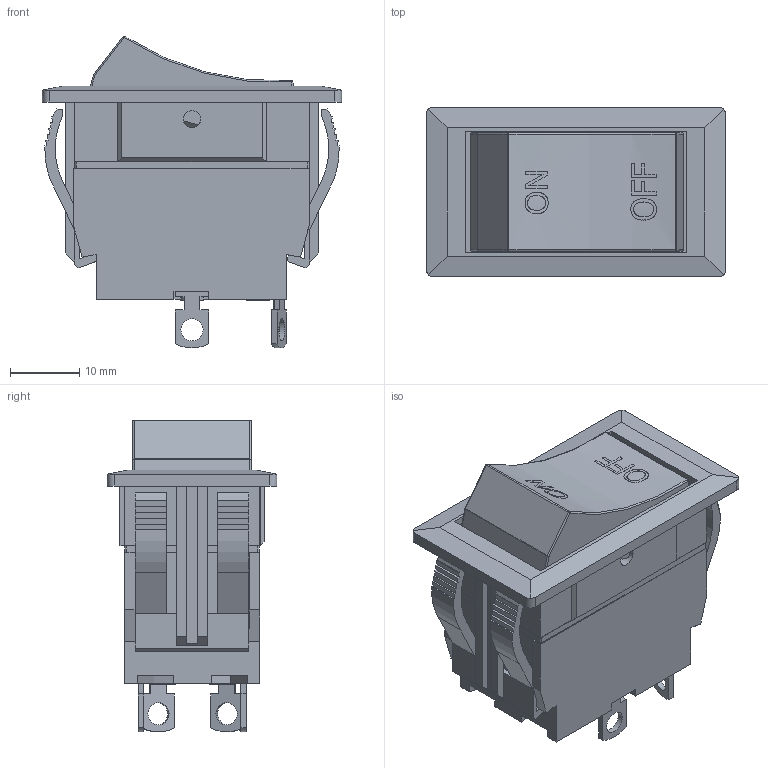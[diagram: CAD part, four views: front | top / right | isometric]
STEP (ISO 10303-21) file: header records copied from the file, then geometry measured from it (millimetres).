
FILE_DESCRIPTION(/* description */ (''),/* implementation_level */ '2;1');
FILE_NAME(/* name */ 'RVW52Dxxx3.stp',/* time_stamp */ '2025-06-03T16:35:21-05:00',/* author */ ('mroman'),/* organization */ (''),/* preprocessor_version */ 'ST-DEVELOPER v18.1',/* originating_system */ 'Autodesk Inventor 2022',/* authorisation */ '');
FILE_SCHEMA (('AUTOMOTIVE_DESIGN { 1 0 10303 214 3 1 1 }'));
Length unit declared in the file: centimetre
Products named in the file (1): RVW52Dxxx3
Bounding box: 43.2 x 24.5 x 45.01 mm (x, y, z)
Volume: 10423.9 mm3; surface area: 13132 mm2
Topology: 1 solids, 1 shells, 406 faces, 1123 edges, 731 vertices
Faces by surface type: plane 298, cylinder 65, bspline 28, sphere 8, cone 5, torus 2
Full cylindrical faces by diameter (mm): 2.5 x2, 3.2 x4, 3.3 x4, 3.5 x1, 7 x1
Entity records: 13432 total; most frequent: CARTESIAN_POINT 3044, ORIENTED_EDGE 2238, DIRECTION 1996, EDGE_CURVE 1119, LINE 888, VECTOR 888, VERTEX_POINT 731, AXIS2_PLACEMENT_3D 554
